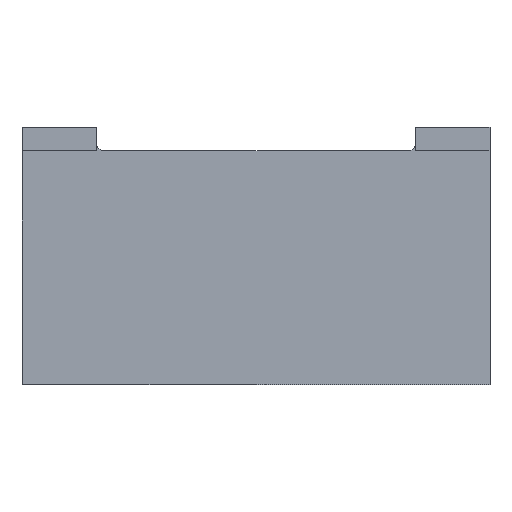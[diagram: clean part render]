
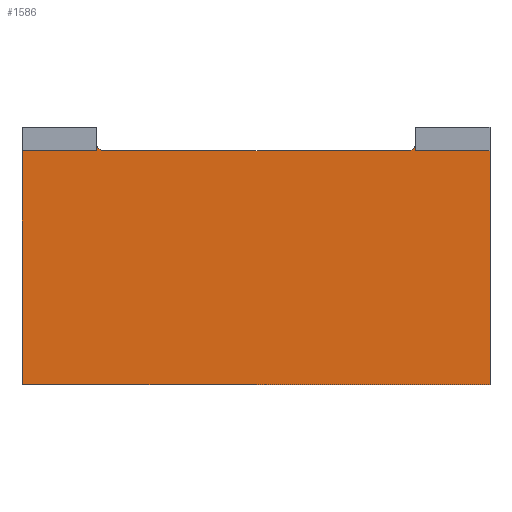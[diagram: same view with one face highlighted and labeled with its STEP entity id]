
A CAD part, front view. The second image highlights one B-rep face of the part: STEP entity #1586.
In plain terms, the highlighted planar face has unit normal (0, -1, 0).
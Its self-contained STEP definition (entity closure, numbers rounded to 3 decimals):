
#2 = VERTEX_POINT ( 'NONE', #530 ) ;
#7 = ORIENTED_EDGE ( 'NONE', *, *, #412, .T. ) ;
#13 = CARTESIAN_POINT ( 'NONE',  ( 30., 0., 15. ) ) ;
#17 = CARTESIAN_POINT ( 'NONE',  ( -19.5, 0., 15. ) ) ;
#73 = VERTEX_POINT ( 'NONE', #1283 ) ;
#88 = VERTEX_POINT ( 'NONE', #17 ) ;
#98 = AXIS2_PLACEMENT_3D ( 'NONE', #1046, #1289, #1554 ) ;
#102 = LINE ( 'NONE', #224, #305 ) ;
#149 = VERTEX_POINT ( 'NONE', #174 ) ;
#154 = DIRECTION ( 'NONE',  ( -1., 0., 0. ) ) ;
#163 = CARTESIAN_POINT ( 'NONE',  ( -30., 0., 15. ) ) ;
#172 = CARTESIAN_POINT ( 'NONE',  ( -30., 0., -15. ) ) ;
#174 = CARTESIAN_POINT ( 'NONE',  ( 20.5, 0., 15. ) ) ;
#192 = EDGE_CURVE ( 'NONE', #88, #1502, #947, .T. ) ;
#199 = EDGE_CURVE ( 'NONE', #88, #2, #1583, .T. ) ;
#224 = CARTESIAN_POINT ( 'NONE',  ( 30., 0., 15. ) ) ;
#231 = DIRECTION ( 'NONE',  ( 0., 0., -1. ) ) ;
#291 = CARTESIAN_POINT ( 'NONE',  ( -30., 0., 15. ) ) ;
#304 = AXIS2_PLACEMENT_3D ( 'NONE', #1463, #1469, #1187 ) ;
#305 = VECTOR ( 'NONE', #231, 1000. ) ;
#314 = ORIENTED_EDGE ( 'NONE', *, *, #192, .F. ) ;
#343 = DIRECTION ( 'NONE',  ( 0., 0., 1. ) ) ;
#354 = ORIENTED_EDGE ( 'NONE', *, *, #199, .T. ) ;
#412 = EDGE_CURVE ( 'NONE', #1254, #1502, #817, .T. ) ;
#419 = LINE ( 'NONE', #163, #1437 ) ;
#454 = DIRECTION ( 'NONE',  ( 0., 0., -1. ) ) ;
#464 = LINE ( 'NONE', #962, #905 ) ;
#530 = CARTESIAN_POINT ( 'NONE',  ( -20.5, 0., 16. ) ) ;
#532 = ORIENTED_EDGE ( 'NONE', *, *, #1540, .F. ) ;
#550 = EDGE_CURVE ( 'NONE', #1120, #2, #992, .T. ) ;
#558 = DIRECTION ( 'NONE',  ( 1., 0., 0. ) ) ;
#559 = VECTOR ( 'NONE', #558, 1000. ) ;
#570 = CARTESIAN_POINT ( 'NONE',  ( 30., 0., -15. ) ) ;
#604 = EDGE_LOOP ( 'NONE', ( #1221, #1633, #532, #7, #314, #354, #1108, #1237, #793, #804 ) ) ;
#640 = VECTOR ( 'NONE', #154, 1000. ) ;
#701 = VERTEX_POINT ( 'NONE', #13 ) ;
#703 = LINE ( 'NONE', #836, #1541 ) ;
#736 = AXIS2_PLACEMENT_3D ( 'NONE', #1579, #1300, #934 ) ;
#737 = CARTESIAN_POINT ( 'NONE',  ( -20.5, 0., 0. ) ) ;
#793 = ORIENTED_EDGE ( 'NONE', *, *, #820, .F. ) ;
#804 = ORIENTED_EDGE ( 'NONE', *, *, #1445, .F. ) ;
#817 = CIRCLE ( 'NONE', #98, 1. ) ;
#820 = EDGE_CURVE ( 'NONE', #994, #73, #464, .T. ) ;
#836 = CARTESIAN_POINT ( 'NONE',  ( 20.5, 0., 0. ) ) ;
#850 = VECTOR ( 'NONE', #343, 1000. ) ;
#899 = DIRECTION ( 'NONE',  ( 1., 0., 0. ) ) ;
#905 = VECTOR ( 'NONE', #1471, 1000. ) ;
#914 = LINE ( 'NONE', #291, #1485 ) ;
#934 = DIRECTION ( 'NONE',  ( 0., 0., -1. ) ) ;
#947 = LINE ( 'NONE', #1072, #559 ) ;
#958 = VERTEX_POINT ( 'NONE', #570 ) ;
#962 = CARTESIAN_POINT ( 'NONE',  ( -30., 0., 15. ) ) ;
#992 = LINE ( 'NONE', #737, #850 ) ;
#994 = VERTEX_POINT ( 'NONE', #1339 ) ;
#1046 = CARTESIAN_POINT ( 'NONE',  ( 19.5, 0., 16. ) ) ;
#1069 = PLANE ( 'NONE',  #304 ) ;
#1072 = CARTESIAN_POINT ( 'NONE',  ( -30., 0., 15. ) ) ;
#1108 = ORIENTED_EDGE ( 'NONE', *, *, #550, .F. ) ;
#1118 = EDGE_CURVE ( 'NONE', #701, #958, #102, .T. ) ;
#1120 = VERTEX_POINT ( 'NONE', #1492 ) ;
#1157 = CARTESIAN_POINT ( 'NONE',  ( 19.5, 0., 15. ) ) ;
#1187 = DIRECTION ( 'NONE',  ( 0., 0., -1. ) ) ;
#1221 = ORIENTED_EDGE ( 'NONE', *, *, #1118, .F. ) ;
#1237 = ORIENTED_EDGE ( 'NONE', *, *, #1414, .F. ) ;
#1254 = VERTEX_POINT ( 'NONE', #1266 ) ;
#1266 = CARTESIAN_POINT ( 'NONE',  ( 20.5, 0., 16. ) ) ;
#1283 = CARTESIAN_POINT ( 'NONE',  ( -30., 0., 15. ) ) ;
#1289 = DIRECTION ( 'NONE',  ( 0., 1., 0. ) ) ;
#1294 = DIRECTION ( 'NONE',  ( 1., 0., 0. ) ) ;
#1300 = DIRECTION ( 'NONE',  ( 0., 1., 0. ) ) ;
#1339 = CARTESIAN_POINT ( 'NONE',  ( -30., 0., -15. ) ) ;
#1382 = EDGE_CURVE ( 'NONE', #149, #701, #914, .T. ) ;
#1414 = EDGE_CURVE ( 'NONE', #73, #1120, #419, .T. ) ;
#1437 = VECTOR ( 'NONE', #899, 1000. ) ;
#1445 = EDGE_CURVE ( 'NONE', #958, #994, #1539, .T. ) ;
#1463 = CARTESIAN_POINT ( 'NONE',  ( 0., 0., 0. ) ) ;
#1469 = DIRECTION ( 'NONE',  ( 0., -1., 0. ) ) ;
#1471 = DIRECTION ( 'NONE',  ( 0., 0., 1. ) ) ;
#1485 = VECTOR ( 'NONE', #1294, 1000. ) ;
#1492 = CARTESIAN_POINT ( 'NONE',  ( -20.5, 0., 15. ) ) ;
#1502 = VERTEX_POINT ( 'NONE', #1157 ) ;
#1539 = LINE ( 'NONE', #172, #640 ) ;
#1540 = EDGE_CURVE ( 'NONE', #1254, #149, #703, .T. ) ;
#1541 = VECTOR ( 'NONE', #454, 1000. ) ;
#1554 = DIRECTION ( 'NONE',  ( 0., 0., -1. ) ) ;
#1579 = CARTESIAN_POINT ( 'NONE',  ( -19.5, 0., 16. ) ) ;
#1583 = CIRCLE ( 'NONE', #736, 1. ) ;
#1584 = FACE_OUTER_BOUND ( 'NONE', #604, .T. ) ;
#1586 = ADVANCED_FACE ( 'NONE', ( #1584 ), #1069, .T. ) ;
#1633 = ORIENTED_EDGE ( 'NONE', *, *, #1382, .F. ) ;
